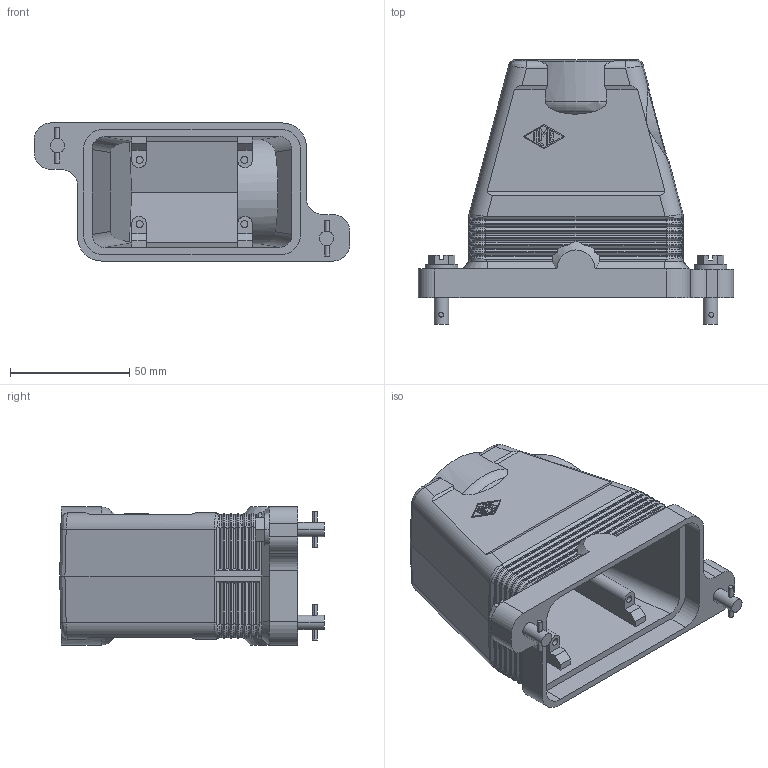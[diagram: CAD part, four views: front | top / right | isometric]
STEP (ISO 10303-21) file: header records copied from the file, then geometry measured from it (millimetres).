
FILE_DESCRIPTION(('Creo Elements/Direct Modeling STEP Export'),'2;1');
FILE_NAME('0ln7uvk4a36lv88356','2017-04-06T13:23:59',(''),(''),'PTC Creo Elements/Direct Modeling STEP processor for AP214 (Solid Model)','PTC Creo Elements/Direct Modeling 19.0E 27-Jun-2016 (C) Parametric Technology GmbH','');
FILE_SCHEMA(('AUTOMOTIVE_DESIGN { 1 0 10303 214 1 1 1 1 }'));
Products named in the file (1): MGO_06.32_B
Bounding box: 132.5 x 111.2 x 58 mm (x, y, z)
Volume: 141704 mm3; surface area: 63369.1 mm2
Topology: 1 solids, 1 shells, 523 faces, 1292 edges, 792 vertices
Faces by surface type: plane 249, cylinder 210, bspline 54, cone 8, torus 2
Entity records: 39583 total; most frequent: CARTESIAN_POINT 23673, ORIENTED_EDGE 2584, DIRECTION 2292, EDGE_CURVE 1292, VERTEX_POINT 792, VECTOR 774, LINE 774, AXIS2_PLACEMENT_3D 759
